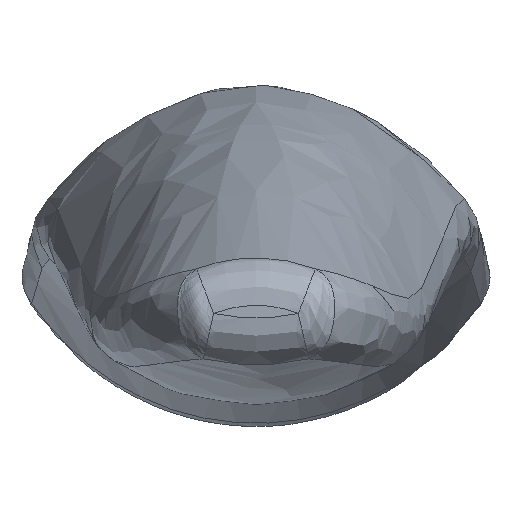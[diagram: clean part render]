
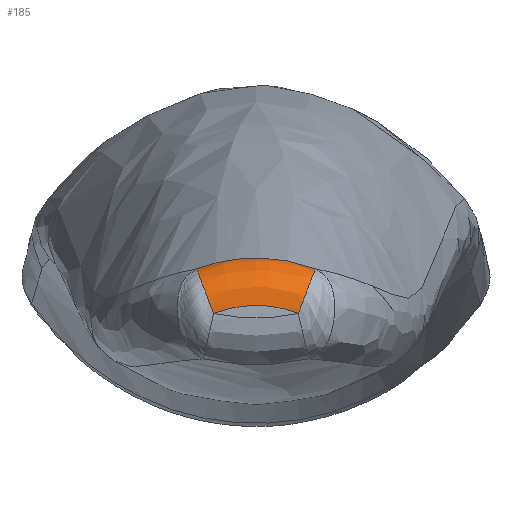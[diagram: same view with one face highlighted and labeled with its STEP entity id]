
A CAD part, left-side view. The second image highlights one B-rep face of the part: STEP entity #185.
In plain terms, the highlighted free-form (B-spline) face has degree [3, 3] with [7, 8] control points.
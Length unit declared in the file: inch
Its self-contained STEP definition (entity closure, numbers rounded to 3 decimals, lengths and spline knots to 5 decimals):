
#27=FACE_OUTER_BOUND('',#41,.T.);
#41=EDGE_LOOP('',(#149,#150,#151,#152));
#62=B_SPLINE_CURVE_WITH_KNOTS('',3,(#1189,#1190,#1191,#1192,#1193,#1194,
#1195,#1196,#1197,#1198),.UNSPECIFIED.,.F.,.F.,(4,1,1,1,1,1,1,4),(-1.,-0.85714,
-0.71429,-0.57143,-0.42857,-0.28571,
-0.14286,0.),.UNSPECIFIED.);
#66=B_SPLINE_CURVE_WITH_KNOTS('',3,(#1314,#1315,#1316,#1317,#1318,#1319,
#1320,#1321,#1322,#1323),.UNSPECIFIED.,.F.,.F.,(4,1,1,1,1,1,1,4),(0.,0.14286,
0.28571,0.42857,0.57143,0.71429,
0.85714,1.),.UNSPECIFIED.);
#68=B_SPLINE_CURVE_WITH_KNOTS('',3,(#1436,#1437,#1438,#1439,#1440,#1441,
#1442,#1443),.UNSPECIFIED.,.F.,.F.,(4,1,1,1,1,4),(-2.09412,-1.98716,
-1.7509,-1.6436,-1.40081,-1.19308),
 .UNSPECIFIED.);
#69=B_SPLINE_CURVE_WITH_KNOTS('',3,(#1444,#1445,#1446,#1447,#1448,#1449,
#1450,#1451),.UNSPECIFIED.,.F.,.F.,(4,1,1,1,1,4),(1.19308,1.40081,
1.6436,1.7509,1.98716,2.09412),
 .UNSPECIFIED.);
#80=VERTEX_POINT('',#972);
#82=VERTEX_POINT('',#1187);
#83=VERTEX_POINT('',#1188);
#84=VERTEX_POINT('',#1306);
#102=EDGE_CURVE('',#82,#83,#62,.F.);
#106=EDGE_CURVE('',#80,#84,#66,.F.);
#108=EDGE_CURVE('',#83,#80,#68,.T.);
#109=EDGE_CURVE('',#84,#82,#69,.T.);
#149=ORIENTED_EDGE('',*,*,#102,.T.);
#150=ORIENTED_EDGE('',*,*,#108,.T.);
#151=ORIENTED_EDGE('',*,*,#106,.T.);
#152=ORIENTED_EDGE('',*,*,#109,.T.);
#172=B_SPLINE_SURFACE_WITH_KNOTS('',3,3,((#1380,#1381,#1382,#1383,#1384,
#1385,#1386,#1387),(#1388,#1389,#1390,#1391,#1392,#1393,#1394,#1395),(#1396,
#1397,#1398,#1399,#1400,#1401,#1402,#1403),(#1404,#1405,#1406,#1407,#1408,
#1409,#1410,#1411),(#1412,#1413,#1414,#1415,#1416,#1417,#1418,#1419),(#1420,
#1421,#1422,#1423,#1424,#1425,#1426,#1427),(#1428,#1429,#1430,#1431,#1432,
#1433,#1434,#1435)),.UNSPECIFIED.,.F.,.F.,.F.,(4,1,1,1,4),(4,1,1,1,1,4),
(0.,0.28571,0.57143,0.85714,1.),(1.19308,
1.40081,1.6436,1.7509,1.98716,2.09412),
 .UNSPECIFIED.);
#185=ADVANCED_FACE('',(#27),#172,.F.);
#972=CARTESIAN_POINT('',(0.45669,0.2434,0.20914));
#1187=CARTESIAN_POINT('',(0.3,-0.17321,0.02694));
#1188=CARTESIAN_POINT('',(0.45669,-0.2434,0.20914));
#1189=CARTESIAN_POINT('Ctrl Pts',(0.45669,-0.2434,
0.20914));
#1190=CARTESIAN_POINT('Ctrl Pts',(0.44411,-0.24239,0.20654));
#1191=CARTESIAN_POINT('Ctrl Pts',(0.41913,-0.24036,
0.20127));
#1192=CARTESIAN_POINT('Ctrl Pts',(0.38311,-0.23492,
0.18713));
#1193=CARTESIAN_POINT('Ctrl Pts',(0.35044,-0.2261,
0.16423));
#1194=CARTESIAN_POINT('Ctrl Pts',(0.32394,-0.21423,0.13343));
#1195=CARTESIAN_POINT('Ctrl Pts',(0.30703,-0.20086,
0.09872));
#1196=CARTESIAN_POINT('Ctrl Pts',(0.3001,-0.18705,
0.06287));
#1197=CARTESIAN_POINT('Ctrl Pts',(0.3,-0.17784,0.03896));
#1198=CARTESIAN_POINT('Ctrl Pts',(0.3,-0.17321,0.02694));
#1306=CARTESIAN_POINT('',(0.3,0.17321,0.02694));
#1314=CARTESIAN_POINT('Ctrl Pts',(0.3,0.17321,0.02694));
#1315=CARTESIAN_POINT('Ctrl Pts',(0.3,0.17784,0.03896));
#1316=CARTESIAN_POINT('Ctrl Pts',(0.3001,0.18705,0.06287));
#1317=CARTESIAN_POINT('Ctrl Pts',(0.30703,0.20086,0.09872));
#1318=CARTESIAN_POINT('Ctrl Pts',(0.32394,0.21423,0.13343));
#1319=CARTESIAN_POINT('Ctrl Pts',(0.35044,0.2261,0.16423));
#1320=CARTESIAN_POINT('Ctrl Pts',(0.38311,0.23492,0.18713));
#1321=CARTESIAN_POINT('Ctrl Pts',(0.41913,0.24036,0.20127));
#1322=CARTESIAN_POINT('Ctrl Pts',(0.44411,0.24239,0.20654));
#1323=CARTESIAN_POINT('Ctrl Pts',(0.45669,0.2434,0.20914));
#1380=CARTESIAN_POINT('Ctrl Pts',(0.3,0.17321,0.02694));
#1381=CARTESIAN_POINT('Ctrl Pts',(0.3,0.14777,0.03674));
#1382=CARTESIAN_POINT('Ctrl Pts',(0.3,0.09096,0.05376));
#1383=CARTESIAN_POINT('Ctrl Pts',(0.3,0.01779,0.06172));
#1384=CARTESIAN_POINT('Ctrl Pts',(0.3,-0.05917,0.05803));
#1385=CARTESIAN_POINT('Ctrl Pts',(0.3,-0.11744,0.04652));
#1386=CARTESIAN_POINT('Ctrl Pts',(0.3,-0.16011,0.03198));
#1387=CARTESIAN_POINT('Ctrl Pts',(0.3,-0.17321,0.02694));
#1388=CARTESIAN_POINT('Ctrl Pts',(0.3,0.18247,0.05098));
#1389=CARTESIAN_POINT('Ctrl Pts',(0.3,0.15574,0.0611));
#1390=CARTESIAN_POINT('Ctrl Pts',(0.3,0.09603,0.0787));
#1391=CARTESIAN_POINT('Ctrl Pts',(0.3,0.0188,0.08696));
#1392=CARTESIAN_POINT('Ctrl Pts',(0.3,-0.06252,0.08313));
#1393=CARTESIAN_POINT('Ctrl Pts',(0.3,-0.12384,0.07121));
#1394=CARTESIAN_POINT('Ctrl Pts',(0.3,-0.16872,0.05619));
#1395=CARTESIAN_POINT('Ctrl Pts',(0.3,-0.18247,0.05098));
#1396=CARTESIAN_POINT('Ctrl Pts',(0.30138,0.20091,0.09885));
#1397=CARTESIAN_POINT('Ctrl Pts',(0.30135,0.17163,0.10964));
#1398=CARTESIAN_POINT('Ctrl Pts',(0.30131,0.10612,0.12841));
#1399=CARTESIAN_POINT('Ctrl Pts',(0.30129,0.02083,
0.13727));
#1400=CARTESIAN_POINT('Ctrl Pts',(0.3013,-0.06919,
0.13316));
#1401=CARTESIAN_POINT('Ctrl Pts',(0.30133,-0.13662,
0.12042));
#1402=CARTESIAN_POINT('Ctrl Pts',(0.30136,-0.18584,
0.10441));
#1403=CARTESIAN_POINT('Ctrl Pts',(0.30138,-0.20091,
0.09885));
#1404=CARTESIAN_POINT('Ctrl Pts',(0.34714,0.2277,0.1684));
#1405=CARTESIAN_POINT('Ctrl Pts',(0.3465,0.19471,0.18019));
#1406=CARTESIAN_POINT('Ctrl Pts',(0.3453,0.12082,0.20077));
#1407=CARTESIAN_POINT('Ctrl Pts',(0.34469,0.02378,
0.21055));
#1408=CARTESIAN_POINT('Ctrl Pts',(0.34497,-0.07891,
0.20601));
#1409=CARTESIAN_POINT('Ctrl Pts',(0.34582,-0.1552,
0.192));
#1410=CARTESIAN_POINT('Ctrl Pts',(0.34681,-0.21073,
0.17447));
#1411=CARTESIAN_POINT('Ctrl Pts',(0.34714,-0.2277,
0.1684));
#1412=CARTESIAN_POINT('Ctrl Pts',(0.40691,0.23955,0.19914));
#1413=CARTESIAN_POINT('Ctrl Pts',(0.40567,0.20504,0.21166));
#1414=CARTESIAN_POINT('Ctrl Pts',(0.40337,0.12753,0.23358));
#1415=CARTESIAN_POINT('Ctrl Pts',(0.40218,0.02513,
0.24408));
#1416=CARTESIAN_POINT('Ctrl Pts',(0.40273,-0.08335,0.23921));
#1417=CARTESIAN_POINT('Ctrl Pts',(0.40438,-0.1636,
0.22423));
#1418=CARTESIAN_POINT('Ctrl Pts',(0.40627,-0.22178,
0.20559));
#1419=CARTESIAN_POINT('Ctrl Pts',(0.40691,-0.23955,
0.19914));
#1420=CARTESIAN_POINT('Ctrl Pts',(0.44411,0.24239,0.20654));
#1421=CARTESIAN_POINT('Ctrl Pts',(0.44259,0.20761,0.21946));
#1422=CARTESIAN_POINT('Ctrl Pts',(0.43975,0.12931,0.24213));
#1423=CARTESIAN_POINT('Ctrl Pts',(0.43827,0.02549,
0.25303));
#1424=CARTESIAN_POINT('Ctrl Pts',(0.43895,-0.08452,
0.24797));
#1425=CARTESIAN_POINT('Ctrl Pts',(0.44099,-0.16577,
0.23244));
#1426=CARTESIAN_POINT('Ctrl Pts',(0.44333,-0.22448,
0.21319));
#1427=CARTESIAN_POINT('Ctrl Pts',(0.44411,-0.24239,0.20654));
#1428=CARTESIAN_POINT('Ctrl Pts',(0.45669,0.2434,0.20914));
#1429=CARTESIAN_POINT('Ctrl Pts',(0.45506,0.20851,0.22219));
#1430=CARTESIAN_POINT('Ctrl Pts',(0.45204,0.12993,0.24512));
#1431=CARTESIAN_POINT('Ctrl Pts',(0.45045,0.02562,
0.25615));
#1432=CARTESIAN_POINT('Ctrl Pts',(0.45118,-0.08494,
0.25103));
#1433=CARTESIAN_POINT('Ctrl Pts',(0.45336,-0.16653,
0.23532));
#1434=CARTESIAN_POINT('Ctrl Pts',(0.45585,-0.22543,
0.21586));
#1435=CARTESIAN_POINT('Ctrl Pts',(0.45669,-0.2434,
0.20914));
#1436=CARTESIAN_POINT('Ctrl Pts',(0.45669,-0.2434,
0.20914));
#1437=CARTESIAN_POINT('Ctrl Pts',(0.45585,-0.22543,
0.21586));
#1438=CARTESIAN_POINT('Ctrl Pts',(0.45336,-0.16653,
0.23532));
#1439=CARTESIAN_POINT('Ctrl Pts',(0.45118,-0.08494,
0.25103));
#1440=CARTESIAN_POINT('Ctrl Pts',(0.45045,0.02562,
0.25615));
#1441=CARTESIAN_POINT('Ctrl Pts',(0.45204,0.12993,0.24512));
#1442=CARTESIAN_POINT('Ctrl Pts',(0.45506,0.20851,0.22219));
#1443=CARTESIAN_POINT('Ctrl Pts',(0.45669,0.2434,0.20914));
#1444=CARTESIAN_POINT('Ctrl Pts',(0.3,0.17321,0.02694));
#1445=CARTESIAN_POINT('Ctrl Pts',(0.3,0.14777,0.03674));
#1446=CARTESIAN_POINT('Ctrl Pts',(0.3,0.09096,0.05376));
#1447=CARTESIAN_POINT('Ctrl Pts',(0.3,0.01779,0.06172));
#1448=CARTESIAN_POINT('Ctrl Pts',(0.3,-0.05917,0.05803));
#1449=CARTESIAN_POINT('Ctrl Pts',(0.3,-0.11744,0.04652));
#1450=CARTESIAN_POINT('Ctrl Pts',(0.3,-0.16011,0.03198));
#1451=CARTESIAN_POINT('Ctrl Pts',(0.3,-0.17321,0.02694));
